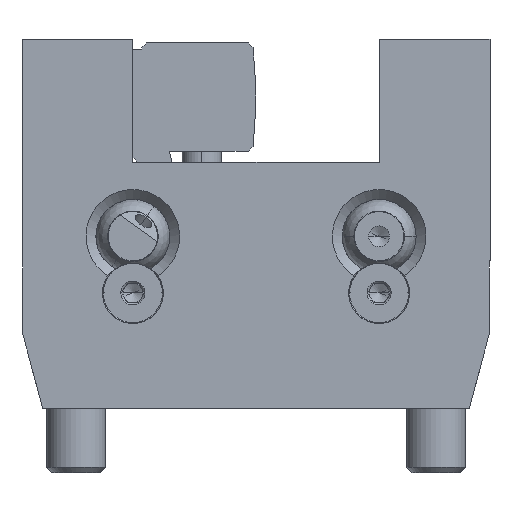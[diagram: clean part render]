
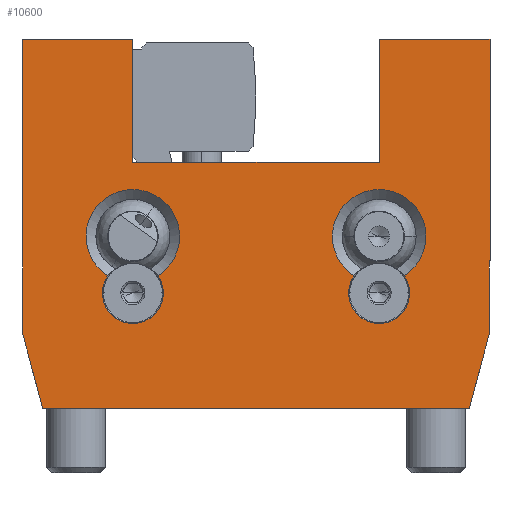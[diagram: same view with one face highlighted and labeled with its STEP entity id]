
A CAD part, left-side view. The second image highlights one B-rep face of the part: STEP entity #10600.
In plain terms, the highlighted planar face has unit normal (-1, 0, 0).
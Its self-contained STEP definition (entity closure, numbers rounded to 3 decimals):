
#78=DIRECTION('',(0.,1.,0.));
#79=VECTOR('',#78,22.5);
#80=CARTESIAN_POINT('',(-76.,25.,70.));
#81=LINE('',#80,#79);
#122=DIRECTION('',(0.,0.259,0.966));
#123=VECTOR('',#122,15.529);
#124=CARTESIAN_POINT('',(-76.,43.281,-5.));
#125=LINE('',#124,#123);
#126=DIRECTION('',(0.,0.,1.));
#127=VECTOR('',#126,15.);
#128=CARTESIAN_POINT('',(-76.,47.3,10.));
#129=LINE('',#128,#127);
#130=DIRECTION('',(0.,-1.,0.));
#131=VECTOR('',#130,0.2);
#132=CARTESIAN_POINT('',(-76.,47.5,25.));
#133=LINE('',#132,#131);
#134=DIRECTION('',(0.,0.,1.));
#135=VECTOR('',#134,25.);
#136=CARTESIAN_POINT('',(-76.,25.,45.));
#137=LINE('',#136,#135);
#138=DIRECTION('',(0.,1.,0.));
#139=VECTOR('',#138,50.);
#140=CARTESIAN_POINT('',(-76.,-25.,45.));
#141=LINE('',#140,#139);
#142=DIRECTION('',(0.,0.,1.));
#143=VECTOR('',#142,25.);
#144=CARTESIAN_POINT('',(-76.,-25.,45.));
#145=LINE('',#144,#143);
#146=DIRECTION('',(0.,1.,0.));
#147=VECTOR('',#146,0.2);
#148=CARTESIAN_POINT('',(-76.,-47.5,25.));
#149=LINE('',#148,#147);
#150=DIRECTION('',(0.,0.,1.));
#151=VECTOR('',#150,15.);
#152=CARTESIAN_POINT('',(-76.,-47.3,10.));
#153=LINE('',#152,#151);
#154=DIRECTION('',(0.,0.259,-0.966));
#155=VECTOR('',#154,15.529);
#156=CARTESIAN_POINT('',(-76.,-47.3,10.));
#157=LINE('',#156,#155);
#158=DIRECTION('',(0.,1.,0.));
#159=VECTOR('',#158,86.562);
#160=CARTESIAN_POINT('',(-76.,-43.281,-5.));
#161=LINE('',#160,#159);
#526=DIRECTION('',(0.,0.,1.));
#527=VECTOR('',#526,45.);
#528=CARTESIAN_POINT('',(-76.,-47.5,25.));
#529=LINE('',#528,#527);
#542=DIRECTION('',(0.,1.,0.));
#543=VECTOR('',#542,22.5);
#544=CARTESIAN_POINT('',(-76.,-47.5,70.));
#545=LINE('',#544,#543);
#3282=DIRECTION('',(0.,0.,1.));
#3283=VECTOR('',#3282,45.);
#3284=CARTESIAN_POINT('',(-76.,47.5,25.));
#3285=LINE('',#3284,#3283);
#4255=CARTESIAN_POINT('',(-76.,-25.,18.5));
#4256=DIRECTION('',(1.,0.,0.));
#4257=DIRECTION('',(0.,-0.826,0.564));
#4258=AXIS2_PLACEMENT_3D('',#4255,#4256,#4257);
#4275=CARTESIAN_POINT('',(-76.,-25.,30.));
#4276=DIRECTION('',(1.,0.,0.));
#4277=DIRECTION('',(0.,0.539,-0.842));
#4278=AXIS2_PLACEMENT_3D('',#4275,#4276,#4277);
#4280=CARTESIAN_POINT('',(-76.,-30.119,21.997));
#4327=CARTESIAN_POINT('',(-76.,-19.881,21.997));
#6283=CARTESIAN_POINT('',(-76.,25.,18.5));
#6284=DIRECTION('',(1.,0.,0.));
#6285=DIRECTION('',(0.,-0.826,0.564));
#6286=AXIS2_PLACEMENT_3D('',#6283,#6284,#6285);
#6312=CARTESIAN_POINT('',(-76.,30.119,21.997));
#6320=CARTESIAN_POINT('',(-76.,25.,30.));
#6321=DIRECTION('',(1.,0.,0.));
#6322=DIRECTION('',(0.,0.539,-0.842));
#6323=AXIS2_PLACEMENT_3D('',#6320,#6321,#6322);
#6331=CARTESIAN_POINT('',(-76.,19.881,21.997));
#8783=CARTESIAN_POINT('',(-76.,-47.5,70.));
#8785=VERTEX_POINT('',#8783);
#8787=CARTESIAN_POINT('',(-76.,47.5,70.));
#8789=VERTEX_POINT('',#8787);
#8791=CARTESIAN_POINT('',(-76.,-25.,45.));
#8792=CARTESIAN_POINT('',(-76.,-25.,70.));
#8793=VERTEX_POINT('',#8791);
#8794=VERTEX_POINT('',#8792);
#8795=CARTESIAN_POINT('',(-76.,25.,45.));
#8796=CARTESIAN_POINT('',(-76.,25.,70.));
#8797=VERTEX_POINT('',#8795);
#8798=VERTEX_POINT('',#8796);
#8815=CARTESIAN_POINT('',(-76.,43.281,-5.));
#8816=VERTEX_POINT('',#8815);
#8817=CARTESIAN_POINT('',(-76.,47.3,10.));
#8818=VERTEX_POINT('',#8817);
#9005=CARTESIAN_POINT('',(-76.,-47.5,25.));
#9007=VERTEX_POINT('',#9005);
#9009=CARTESIAN_POINT('',(-76.,47.5,25.));
#9011=VERTEX_POINT('',#9009);
#9013=CARTESIAN_POINT('',(-76.,47.3,25.));
#9014=VERTEX_POINT('',#9013);
#9015=CARTESIAN_POINT('',(-76.,-47.3,25.));
#9016=VERTEX_POINT('',#9015);
#9021=CARTESIAN_POINT('',(-76.,-47.3,10.));
#9022=VERTEX_POINT('',#9021);
#9043=CARTESIAN_POINT('',(-76.,-43.281,-5.));
#9044=VERTEX_POINT('',#9043);
#9191=VERTEX_POINT('',#6312);
#9192=VERTEX_POINT('',#6331);
#9221=VERTEX_POINT('',#4280);
#9222=VERTEX_POINT('',#4327);
#10555=CARTESIAN_POINT('',(-76.,-47.5,-5.));
#10556=DIRECTION('',(-1.,0.,0.));
#10557=DIRECTION('',(0.,0.,1.));
#10558=AXIS2_PLACEMENT_3D('',#10555,#10556,#10557);
#10559=PLANE('',#10558);
#10561=ORIENTED_EDGE('',*,*,#10560,.T.);
#10563=ORIENTED_EDGE('',*,*,#10562,.T.);
#10565=ORIENTED_EDGE('',*,*,#10564,.F.);
#10567=ORIENTED_EDGE('',*,*,#10566,.T.);
#10568=ORIENTED_EDGE('',*,*,#10491,.F.);
#10569=ORIENTED_EDGE('',*,*,#10523,.F.);
#10571=ORIENTED_EDGE('',*,*,#10570,.F.);
#10573=ORIENTED_EDGE('',*,*,#10572,.T.);
#10575=ORIENTED_EDGE('',*,*,#10574,.F.);
#10577=ORIENTED_EDGE('',*,*,#10576,.F.);
#10579=ORIENTED_EDGE('',*,*,#10578,.T.);
#10581=ORIENTED_EDGE('',*,*,#10580,.F.);
#10583=ORIENTED_EDGE('',*,*,#10582,.T.);
#10585=ORIENTED_EDGE('',*,*,#10584,.T.);
#10586=EDGE_LOOP('',(#10561,#10563,#10565,#10567,#10568,#10569,#10571,#10573,
#10575,#10577,#10579,#10581,#10583,#10585));
#10587=FACE_OUTER_BOUND('',#10586,.F.);
#10589=ORIENTED_EDGE('',*,*,#10588,.F.);
#10591=ORIENTED_EDGE('',*,*,#10590,.F.);
#10592=EDGE_LOOP('',(#10589,#10591));
#10593=FACE_BOUND('',#10592,.F.);
#10595=ORIENTED_EDGE('',*,*,#10594,.F.);
#10597=ORIENTED_EDGE('',*,*,#10596,.F.);
#10598=EDGE_LOOP('',(#10595,#10597));
#10599=FACE_BOUND('',#10598,.F.);
#10600=ADVANCED_FACE('',(#10587,#10593,#10599),#10559,.T.);
#4259=CIRCLE('',#4258,6.2);
#4279=CIRCLE('',#4278,9.5);
#6287=CIRCLE('',#6286,6.2);
#6324=CIRCLE('',#6323,9.5);
#10491=EDGE_CURVE('',#8798,#8789,#81,.T.);
#10523=EDGE_CURVE('',#8797,#8798,#137,.T.);
#10560=EDGE_CURVE('',#8816,#8818,#125,.T.);
#10562=EDGE_CURVE('',#8818,#9014,#129,.T.);
#10564=EDGE_CURVE('',#9011,#9014,#133,.T.);
#10566=EDGE_CURVE('',#9011,#8789,#3285,.T.);
#10570=EDGE_CURVE('',#8793,#8797,#141,.T.);
#10572=EDGE_CURVE('',#8793,#8794,#145,.T.);
#10574=EDGE_CURVE('',#8785,#8794,#545,.T.);
#10576=EDGE_CURVE('',#9007,#8785,#529,.T.);
#10578=EDGE_CURVE('',#9007,#9016,#149,.T.);
#10580=EDGE_CURVE('',#9022,#9016,#153,.T.);
#10582=EDGE_CURVE('',#9022,#9044,#157,.T.);
#10584=EDGE_CURVE('',#9044,#8816,#161,.T.);
#10588=EDGE_CURVE('',#9192,#9191,#6287,.T.);
#10590=EDGE_CURVE('',#9191,#9192,#6324,.T.);
#10594=EDGE_CURVE('',#9221,#9222,#4259,.T.);
#10596=EDGE_CURVE('',#9222,#9221,#4279,.T.);
